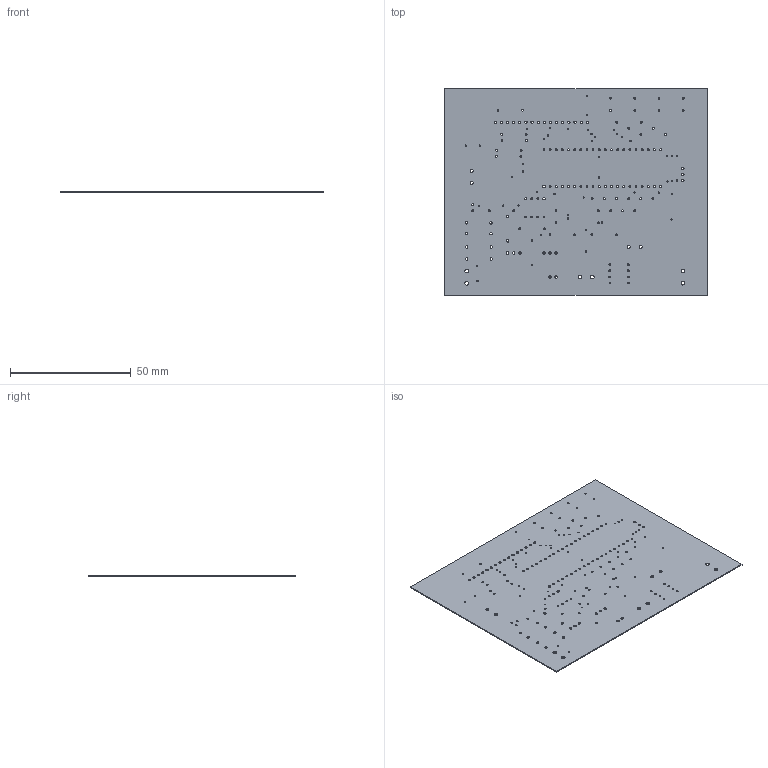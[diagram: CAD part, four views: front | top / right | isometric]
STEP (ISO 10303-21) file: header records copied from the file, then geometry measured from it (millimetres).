
FILE_DESCRIPTION(('Open CASCADE Model'),'2;1');
FILE_NAME('Open CASCADE Shape Model','2022-11-03T13:31:29',('Author'),( 'Open CASCADE'),'Open CASCADE STEP processor 6.8','Open CASCADE 6.8' ,'Unknown');
FILE_SCHEMA(('AUTOMOTIVE_DESIGN_CC2 { 1 2 10303 214 -1 1 5 4 }'));
Length unit declared in the file: millimetre
Products named in the file (3): PCB; Board; Open CASCADE STEP translator 6.8 1.1.1
Assembly tree (2 placements, depth 3):
  PCB
    Board
      Open CASCADE STEP translator 6.8 1.1.1
Bounding box: 108.7 x 85.7 x 0.41 mm (x, y, z)
Volume: 3791.2 mm3; surface area: 18787.4 mm2
Topology: 1 solids, 1 shells, 223 faces, 663 edges, 442 vertices
Faces by surface type: cylinder 197, plane 26
Full cylindrical faces by diameter (mm): 0.381 x2, 0.508 x41, 0.7 x4, 0.762 x101, 0.965 x19, 1.016 x20, 1.27 x4, 1.524 x6
Entity records: 18361 total; most frequent: CARTESIAN_POINT 5021, DIRECTION 2441, ORIENTED_EDGE 1326, PCURVE 1326, DEFINITIONAL_REPRESENTATION 1326, LINE 1201, VECTOR 1201, EDGE_CURVE 663
